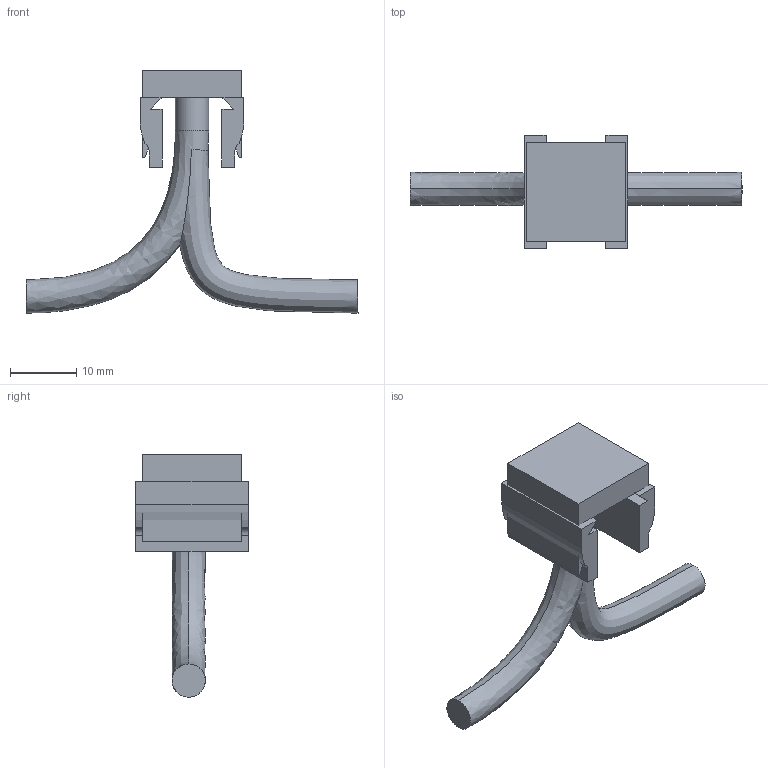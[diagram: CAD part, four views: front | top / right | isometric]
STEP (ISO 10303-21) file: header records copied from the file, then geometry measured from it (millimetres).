
FILE_DESCRIPTION(/* description */ (''),/* implementation_level */ '2;1');
FILE_NAME(/* name */ 'Input-Button-Pipe.step',/* time_stamp */ '2022-04-06T16:39:47+01:00',/* author */ (''),/* organization */ (''),/* preprocessor_version */ 'ST-DEVELOPER v18.1',/* originating_system */ 'Autodesk Translation Framework v10.13.0.1454',/* authorisation */ '');
FILE_SCHEMA (('AUTOMOTIVE_DESIGN { 1 0 10303 214 3 1 1 }'));
Length unit declared in the file: millimetre
Products named in the file (1): Push Button_for tube_for Plug-in
Bounding box: 50 x 17 x 36.5 mm (x, y, z)
Volume: 3722.4 mm3; surface area: 3650.6 mm2
Topology: 4 solids, 4 shells, 45 faces, 109 edges, 72 vertices
Faces by surface type: plane 35, bspline 6, cylinder 4
Entity records: 2215 total; most frequent: CARTESIAN_POINT 1169, ORIENTED_EDGE 218, DIRECTION 180, EDGE_CURVE 109, LINE 84, VECTOR 84, VERTEX_POINT 72, AXIS2_PLACEMENT_3D 48
